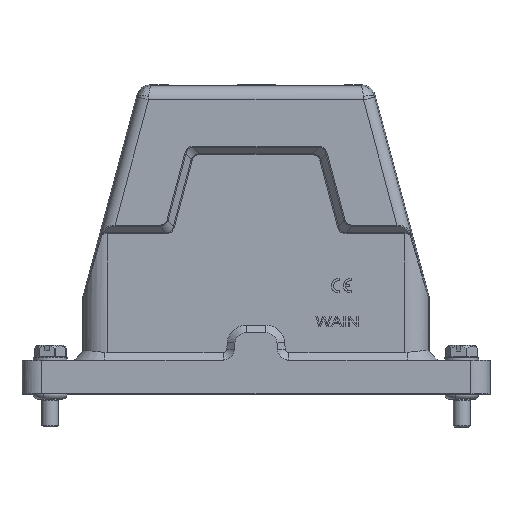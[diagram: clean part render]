
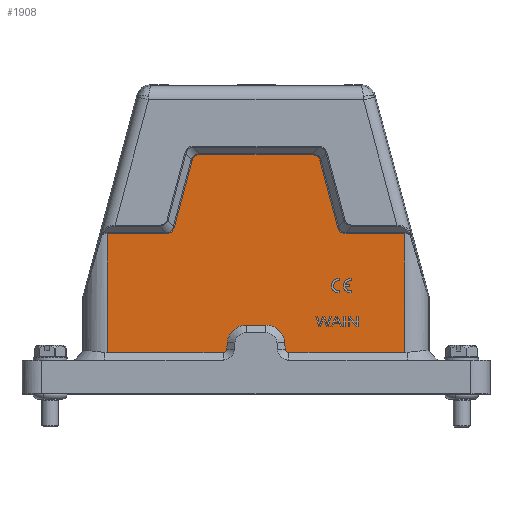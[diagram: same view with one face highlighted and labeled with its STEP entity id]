
A CAD part, top view. The second image highlights one B-rep face of the part: STEP entity #1908.
In plain terms, the highlighted planar face has unit normal (0, 0, 1).
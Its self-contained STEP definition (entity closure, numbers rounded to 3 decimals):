
#734=B_SPLINE_CURVE_WITH_KNOTS('',3,(#17581,#17582,#17583,#17584,#17585,
#17586),.UNSPECIFIED.,.F.,.F.,(4,2,4),(0.,0.5,1.),.UNSPECIFIED.);
#737=B_SPLINE_CURVE_WITH_KNOTS('',3,(#17600,#17601,#17602,#17603,#17604,
#17605),.UNSPECIFIED.,.F.,.F.,(4,2,4),(0.,0.5,1.),.UNSPECIFIED.);
#740=B_SPLINE_CURVE_WITH_KNOTS('',3,(#17619,#17620,#17621,#17622,#17623,
#17624),.UNSPECIFIED.,.F.,.F.,(4,2,4),(0.,0.5,1.),.UNSPECIFIED.);
#743=B_SPLINE_CURVE_WITH_KNOTS('',3,(#17638,#17639,#17640,#17641,#17642,
#17643),.UNSPECIFIED.,.F.,.F.,(4,2,4),(0.,0.5,1.),.UNSPECIFIED.);
#765=B_SPLINE_CURVE_WITH_KNOTS('',3,(#17854,#17855,#17856,#17857),
 .UNSPECIFIED.,.F.,.F.,(4,4),(0.,1.),.UNSPECIFIED.);
#770=B_SPLINE_CURVE_WITH_KNOTS('',3,(#17895,#17896,#17897,#17898),
 .UNSPECIFIED.,.F.,.F.,(4,4),(0.,1.),.UNSPECIFIED.);
#771=B_SPLINE_CURVE_WITH_KNOTS('',3,(#17900,#17901,#17902,#17903),
 .UNSPECIFIED.,.F.,.F.,(4,4),(0.,1.),.UNSPECIFIED.);
#772=B_SPLINE_CURVE_WITH_KNOTS('',3,(#17907,#17908,#17909,#17910,#17911,
#17912),.UNSPECIFIED.,.F.,.F.,(4,2,4),(0.,0.5,1.),.UNSPECIFIED.);
#773=B_SPLINE_CURVE_WITH_KNOTS('',3,(#17916,#17917,#17918,#17919,#17920,
#17921),.UNSPECIFIED.,.F.,.F.,(4,2,4),(0.,0.5,1.),.UNSPECIFIED.);
#774=B_SPLINE_CURVE_WITH_KNOTS('',3,(#17925,#17926,#17927,#17928),
 .UNSPECIFIED.,.F.,.F.,(4,4),(0.,1.),.UNSPECIFIED.);
#775=B_SPLINE_CURVE_WITH_KNOTS('',3,(#17930,#17931,#17932,#17933),
 .UNSPECIFIED.,.F.,.F.,(4,4),(0.,1.),.UNSPECIFIED.);
#1908=ADVANCED_FACE('NONE',(#2766),#2388,.T.);
#2388=PLANE('',#10963);
#2766=FACE_OUTER_BOUND('',#3372,.T.);
#3372=EDGE_LOOP('',(#5124,#5125,#5126,#5127,#5128,#5129,#5130,#5131,#5132,
#5133,#5134,#5135,#5136,#5137,#5138,#5139,#5140,#5141,#5142,#5143));
#5124=ORIENTED_EDGE('',*,*,#8631,.F.);
#5125=ORIENTED_EDGE('',*,*,#8632,.T.);
#5126=ORIENTED_EDGE('',*,*,#8633,.F.);
#5127=ORIENTED_EDGE('',*,*,#8634,.F.);
#5128=ORIENTED_EDGE('',*,*,#8635,.F.);
#5129=ORIENTED_EDGE('',*,*,#8636,.F.);
#5130=ORIENTED_EDGE('',*,*,#8637,.F.);
#5131=ORIENTED_EDGE('',*,*,#8638,.T.);
#5132=ORIENTED_EDGE('',*,*,#8639,.F.);
#5133=ORIENTED_EDGE('',*,*,#8622,.T.);
#5134=ORIENTED_EDGE('',*,*,#8572,.T.);
#5135=ORIENTED_EDGE('',*,*,#8574,.T.);
#5136=ORIENTED_EDGE('',*,*,#8576,.T.);
#5137=ORIENTED_EDGE('',*,*,#8578,.T.);
#5138=ORIENTED_EDGE('',*,*,#8580,.T.);
#5139=ORIENTED_EDGE('',*,*,#8582,.T.);
#5140=ORIENTED_EDGE('',*,*,#8584,.T.);
#5141=ORIENTED_EDGE('',*,*,#8586,.T.);
#5142=ORIENTED_EDGE('',*,*,#8587,.T.);
#5143=ORIENTED_EDGE('',*,*,#8595,.T.);
#7307=VERTEX_POINT('',#17003);
#7323=VERTEX_POINT('',#17417);
#7328=VERTEX_POINT('',#17573);
#7329=VERTEX_POINT('',#17580);
#7330=VERTEX_POINT('',#17592);
#7331=VERTEX_POINT('',#17599);
#7332=VERTEX_POINT('',#17611);
#7333=VERTEX_POINT('',#17618);
#7334=VERTEX_POINT('',#17630);
#7335=VERTEX_POINT('',#17637);
#7341=VERTEX_POINT('',#17675);
#7353=VERTEX_POINT('',#17831);
#7362=VERTEX_POINT('',#17899);
#7363=VERTEX_POINT('',#17904);
#7364=VERTEX_POINT('',#17906);
#7365=VERTEX_POINT('',#17913);
#7366=VERTEX_POINT('',#17915);
#7367=VERTEX_POINT('',#17922);
#7368=VERTEX_POINT('',#17924);
#7369=VERTEX_POINT('',#17929);
#8572=EDGE_CURVE('NONE',#7323,#7328,#9709,.T.);
#8574=EDGE_CURVE('NONE',#7328,#7329,#734,.T.);
#8576=EDGE_CURVE('NONE',#7329,#7330,#9710,.T.);
#8578=EDGE_CURVE('NONE',#7330,#7331,#737,.T.);
#8580=EDGE_CURVE('NONE',#7331,#7332,#9711,.T.);
#8582=EDGE_CURVE('NONE',#7332,#7333,#740,.T.);
#8584=EDGE_CURVE('NONE',#7333,#7334,#9712,.T.);
#8586=EDGE_CURVE('NONE',#7334,#7335,#743,.T.);
#8587=EDGE_CURVE('NONE',#7335,#7307,#9713,.T.);
#8595=EDGE_CURVE('NONE',#7307,#7341,#9719,.T.);
#8622=EDGE_CURVE('NONE',#7353,#7323,#765,.T.);
#8631=EDGE_CURVE('NONE',#7362,#7341,#770,.T.);
#8632=EDGE_CURVE('NONE',#7362,#7363,#771,.T.);
#8633=EDGE_CURVE('NONE',#7364,#7363,#9731,.T.);
#8634=EDGE_CURVE('NONE',#7365,#7364,#772,.T.);
#8635=EDGE_CURVE('NONE',#7366,#7365,#9732,.T.);
#8636=EDGE_CURVE('NONE',#7367,#7366,#773,.T.);
#8637=EDGE_CURVE('NONE',#7368,#7367,#9733,.T.);
#8638=EDGE_CURVE('NONE',#7368,#7369,#774,.T.);
#8639=EDGE_CURVE('NONE',#7353,#7369,#775,.T.);
#9709=LINE('',#17574,#10308);
#9710=LINE('',#17593,#10309);
#9711=LINE('',#17612,#10310);
#9712=LINE('',#17631,#10311);
#9713=LINE('',#17645,#10312);
#9719=LINE('',#17676,#10318);
#9731=LINE('',#17905,#10330);
#9732=LINE('',#17914,#10331);
#9733=LINE('',#17923,#10332);
#10308=VECTOR('',#12212,1.);
#10309=VECTOR('',#12217,1.);
#10310=VECTOR('',#12222,1.);
#10311=VECTOR('',#12227,1.);
#10312=VECTOR('',#12232,1.);
#10318=VECTOR('',#12244,1.);
#10330=VECTOR('',#12286,1.);
#10331=VECTOR('',#12287,1.);
#10332=VECTOR('',#12288,1.);
#10963=AXIS2_PLACEMENT_3D('',#17934,#12289,#12290);
#12212=DIRECTION('',(-1.,0.,0.));
#12217=DIRECTION('',(-0.259,0.966,0.));
#12222=DIRECTION('',(-1.,0.,0.));
#12227=DIRECTION('',(-0.259,-0.966,0.));
#12232=DIRECTION('',(-1.,0.,0.));
#12244=DIRECTION('',(0.,-1.,0.));
#12286=DIRECTION('',(-0.087,-0.996,0.));
#12287=DIRECTION('',(-1.,0.,0.));
#12288=DIRECTION('',(-0.087,0.996,0.));
#12289=DIRECTION('',(0.,0.,1.));
#12290=DIRECTION('',(1.,0.,0.));
#17003=CARTESIAN_POINT('',(-52.688,57.093,26.3));
#17417=CARTESIAN_POINT('',(52.688,57.093,26.3));
#17573=CARTESIAN_POINT('',(32.082,57.093,26.3));
#17574=CARTESIAN_POINT('',(0.,57.093,26.3));
#17580=CARTESIAN_POINT('',(29.009,59.451,26.3));
#17581=CARTESIAN_POINT('',(32.082,57.093,26.3));
#17582=CARTESIAN_POINT('',(31.373,57.084,26.3));
#17583=CARTESIAN_POINT('',(30.658,57.297,26.3));
#17584=CARTESIAN_POINT('',(29.574,58.128,26.3));
#17585=CARTESIAN_POINT('',(29.184,58.762,26.3));
#17586=CARTESIAN_POINT('',(29.009,59.451,26.3));
#17592=CARTESIAN_POINT('',(22.63,83.259,26.3));
#17593=CARTESIAN_POINT('',(29.009,59.451,26.3));
#17599=CARTESIAN_POINT('',(20.239,85.093,26.3));
#17600=CARTESIAN_POINT('',(22.63,83.259,26.3));
#17601=CARTESIAN_POINT('',(22.494,83.793,26.3));
#17602=CARTESIAN_POINT('',(22.189,84.288,26.3));
#17603=CARTESIAN_POINT('',(21.347,84.934,26.3));
#17604=CARTESIAN_POINT('',(20.792,85.1,26.3));
#17605=CARTESIAN_POINT('',(20.239,85.093,26.3));
#17611=CARTESIAN_POINT('',(-20.239,85.093,26.3));
#17612=CARTESIAN_POINT('',(0.,85.093,26.3));
#17618=CARTESIAN_POINT('',(-22.63,83.259,26.3));
#17619=CARTESIAN_POINT('',(-20.239,85.093,26.3));
#17620=CARTESIAN_POINT('',(-20.79,85.1,26.3));
#17621=CARTESIAN_POINT('',(-21.347,84.934,26.3));
#17622=CARTESIAN_POINT('',(-22.189,84.288,26.3));
#17623=CARTESIAN_POINT('',(-22.493,83.794,26.3));
#17624=CARTESIAN_POINT('',(-22.63,83.259,26.3));
#17630=CARTESIAN_POINT('',(-29.009,59.451,26.3));
#17631=CARTESIAN_POINT('',(-22.63,83.259,26.3));
#17637=CARTESIAN_POINT('',(-32.082,57.093,26.3));
#17638=CARTESIAN_POINT('',(-29.009,59.451,26.3));
#17639=CARTESIAN_POINT('',(-29.183,58.764,26.3));
#17640=CARTESIAN_POINT('',(-29.575,58.128,26.3));
#17641=CARTESIAN_POINT('',(-30.658,57.297,26.3));
#17642=CARTESIAN_POINT('',(-31.372,57.083,26.3));
#17643=CARTESIAN_POINT('',(-32.082,57.093,26.3));
#17645=CARTESIAN_POINT('',(0.,57.093,26.3));
#17675=CARTESIAN_POINT('',(-52.688,15.,26.3));
#17676=CARTESIAN_POINT('',(-52.688,57.093,26.3));
#17831=CARTESIAN_POINT('',(52.688,15.,26.3));
#17854=CARTESIAN_POINT('',(52.688,15.,26.3));
#17855=CARTESIAN_POINT('',(52.688,29.031,26.3));
#17856=CARTESIAN_POINT('',(52.688,43.062,26.3));
#17857=CARTESIAN_POINT('',(52.688,57.093,26.3));
#17895=CARTESIAN_POINT('',(-11.665,15.,26.3));
#17896=CARTESIAN_POINT('',(-25.34,15.,26.3));
#17897=CARTESIAN_POINT('',(-39.014,15.,26.3));
#17898=CARTESIAN_POINT('',(-52.688,15.,26.3));
#17899=CARTESIAN_POINT('',(-11.665,15.,26.3));
#17900=CARTESIAN_POINT('',(-11.665,15.,26.3));
#17901=CARTESIAN_POINT('',(-11.01,15.003,26.3));
#17902=CARTESIAN_POINT('',(-10.43,15.531,26.3));
#17903=CARTESIAN_POINT('',(-10.37,16.187,26.3));
#17904=CARTESIAN_POINT('',(-10.37,16.187,26.3));
#17905=CARTESIAN_POINT('',(-10.161,18.584,26.3));
#17906=CARTESIAN_POINT('',(-10.161,18.584,26.3));
#17907=CARTESIAN_POINT('',(-3.486,24.7,26.3));
#17908=CARTESIAN_POINT('',(-5.143,24.7,26.3));
#17909=CARTESIAN_POINT('',(-6.791,24.059,26.3));
#17910=CARTESIAN_POINT('',(-9.234,21.821,26.3));
#17911=CARTESIAN_POINT('',(-10.016,20.234,26.3));
#17912=CARTESIAN_POINT('',(-10.161,18.584,26.3));
#17913=CARTESIAN_POINT('',(-3.486,24.7,26.3));
#17914=CARTESIAN_POINT('',(0.,24.7,26.3));
#17915=CARTESIAN_POINT('',(3.486,24.7,26.3));
#17916=CARTESIAN_POINT('',(10.161,18.584,26.3));
#17917=CARTESIAN_POINT('',(10.016,20.234,26.3));
#17918=CARTESIAN_POINT('',(9.234,21.821,26.3));
#17919=CARTESIAN_POINT('',(6.791,24.059,26.3));
#17920=CARTESIAN_POINT('',(5.143,24.7,26.3));
#17921=CARTESIAN_POINT('',(3.486,24.7,26.3));
#17922=CARTESIAN_POINT('',(10.161,18.584,26.3));
#17923=CARTESIAN_POINT('',(10.37,16.187,26.3));
#17924=CARTESIAN_POINT('',(10.37,16.187,26.3));
#17925=CARTESIAN_POINT('',(10.37,16.187,26.3));
#17926=CARTESIAN_POINT('',(10.43,15.534,26.3));
#17927=CARTESIAN_POINT('',(11.007,15.003,26.3));
#17928=CARTESIAN_POINT('',(11.665,15.,26.3));
#17929=CARTESIAN_POINT('',(11.665,15.,26.3));
#17930=CARTESIAN_POINT('',(52.688,15.,26.3));
#17931=CARTESIAN_POINT('',(39.014,15.,26.3));
#17932=CARTESIAN_POINT('',(25.34,15.,26.3));
#17933=CARTESIAN_POINT('',(11.665,15.,26.3));
#17934=CARTESIAN_POINT('',(0.,0.,26.3));
